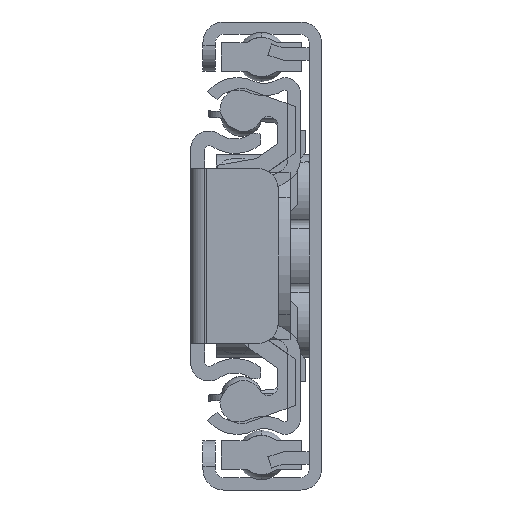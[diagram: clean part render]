
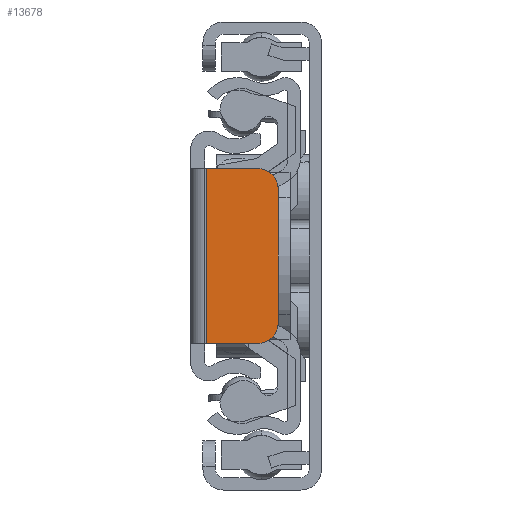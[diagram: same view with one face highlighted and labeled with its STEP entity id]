
A CAD part, front view. The second image highlights one B-rep face of the part: STEP entity #13678.
In plain terms, the highlighted face is planar.
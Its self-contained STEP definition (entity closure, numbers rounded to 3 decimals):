
#12541=DIRECTION('',(0.,0.,1.));
#12542=VECTOR('',#12541,17.);
#12543=CARTESIAN_POINT('',(-1.9,446.5,-8.5));
#12544=LINE('',#12543,#12542);
#12545=DIRECTION('',(-1.,0.,0.));
#12546=VECTOR('',#12545,5.);
#12547=CARTESIAN_POINT('',(3.1,446.5,-8.5));
#12548=LINE('',#12547,#12546);
#12549=CARTESIAN_POINT('',(3.1,446.5,-6.5));
#12550=DIRECTION('',(0.,1.,0.));
#12551=DIRECTION('',(1.,0.,0.));
#12552=AXIS2_PLACEMENT_3D('',#12549,#12550,#12551);
#12554=DIRECTION('',(0.,0.,-1.));
#12555=VECTOR('',#12554,13.);
#12556=CARTESIAN_POINT('',(5.1,446.5,6.5));
#12557=LINE('',#12556,#12555);
#12558=CARTESIAN_POINT('',(3.1,446.5,6.5));
#12559=DIRECTION('',(0.,1.,0.));
#12560=DIRECTION('',(0.,0.,1.));
#12561=AXIS2_PLACEMENT_3D('',#12558,#12559,#12560);
#12563=DIRECTION('',(1.,0.,0.));
#12564=VECTOR('',#12563,5.);
#12565=CARTESIAN_POINT('',(-1.9,446.5,8.5));
#12566=LINE('',#12565,#12564);
#12823=CARTESIAN_POINT('',(3.1,446.5,8.5));
#12824=CARTESIAN_POINT('',(5.1,446.5,6.5));
#12825=VERTEX_POINT('',#12823);
#12826=VERTEX_POINT('',#12824);
#12827=CARTESIAN_POINT('',(5.1,446.5,-6.5));
#12828=VERTEX_POINT('',#12827);
#12829=CARTESIAN_POINT('',(3.1,446.5,-8.5));
#12830=VERTEX_POINT('',#12829);
#12831=CARTESIAN_POINT('',(-1.9,446.5,8.5));
#12833=VERTEX_POINT('',#12831);
#12837=CARTESIAN_POINT('',(-1.9,446.5,-8.5));
#12838=VERTEX_POINT('',#12837);
#13662=CARTESIAN_POINT('',(-3.4,446.5,0.));
#13663=DIRECTION('',(0.,1.,0.));
#13664=DIRECTION('',(1.,0.,0.));
#13665=AXIS2_PLACEMENT_3D('',#13662,#13663,#13664);
#13666=PLANE('',#13665);
#13667=ORIENTED_EDGE('',*,*,#13639,.F.);
#13668=ORIENTED_EDGE('',*,*,#13625,.F.);
#13670=ORIENTED_EDGE('',*,*,#13669,.F.);
#13672=ORIENTED_EDGE('',*,*,#13671,.F.);
#13674=ORIENTED_EDGE('',*,*,#13673,.F.);
#13675=ORIENTED_EDGE('',*,*,#13650,.F.);
#13676=EDGE_LOOP('',(#13667,#13668,#13670,#13672,#13674,#13675));
#13677=FACE_OUTER_BOUND('',#13676,.F.);
#13678=ADVANCED_FACE('',(#13677),#13666,.T.);
#12553=CIRCLE('',#12552,2.);
#12562=CIRCLE('',#12561,2.);
#13625=EDGE_CURVE('',#12830,#12838,#12548,.T.);
#13639=EDGE_CURVE('',#12838,#12833,#12544,.T.);
#13650=EDGE_CURVE('',#12833,#12825,#12566,.T.);
#13669=EDGE_CURVE('',#12828,#12830,#12553,.T.);
#13671=EDGE_CURVE('',#12826,#12828,#12557,.T.);
#13673=EDGE_CURVE('',#12825,#12826,#12562,.T.);
